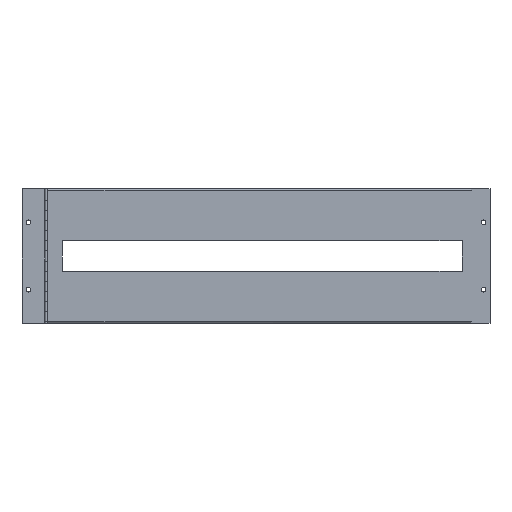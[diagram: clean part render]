
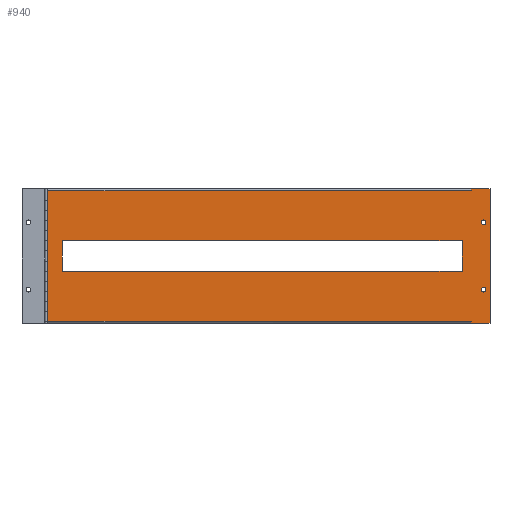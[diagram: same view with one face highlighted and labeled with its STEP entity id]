
A CAD part, top view. The second image highlights one B-rep face of the part: STEP entity #940.
In plain terms, the highlighted planar face has unit normal (0, 0, 1).
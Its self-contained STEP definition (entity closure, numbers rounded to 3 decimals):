
#645=B_SPLINE_CURVE_WITH_KNOTS('',1,(#4928,#4929),.UNSPECIFIED.,.F.,.F.,
(2,2),(0.,1.),.UNSPECIFIED.);
#666=FACE_BOUND('',#1213,.T.);
#667=FACE_BOUND('',#1214,.T.);
#668=FACE_BOUND('',#1215,.T.);
#669=FACE_BOUND('',#1216,.T.);
#805=PLANE('',#3439);
#940=ADVANCED_FACE('F2',(#666,#667,#668,#669),#805,.F.);
#1213=EDGE_LOOP('',(#2000,#2001,#2002,#2003,#2004,#2005,#2006,#2007));
#1214=EDGE_LOOP('',(#2008));
#1215=EDGE_LOOP('',(#2009));
#1216=EDGE_LOOP('',(#2010,#2011,#2012,#2013));
#1290=CIRCLE('',#3407,3.5);
#1292=CIRCLE('',#3410,3.5);
#2000=ORIENTED_EDGE('',*,*,#2658,.F.);
#2001=ORIENTED_EDGE('',*,*,#2656,.F.);
#2002=ORIENTED_EDGE('',*,*,#2630,.F.);
#2003=ORIENTED_EDGE('',*,*,#2612,.F.);
#2004=ORIENTED_EDGE('',*,*,#2609,.F.);
#2005=ORIENTED_EDGE('',*,*,#2606,.F.);
#2006=ORIENTED_EDGE('',*,*,#2603,.F.);
#2007=ORIENTED_EDGE('',*,*,#2659,.F.);
#2008=ORIENTED_EDGE('',*,*,#2599,.F.);
#2009=ORIENTED_EDGE('',*,*,#2596,.F.);
#2010=ORIENTED_EDGE('',*,*,#2585,.F.);
#2011=ORIENTED_EDGE('',*,*,#2588,.F.);
#2012=ORIENTED_EDGE('',*,*,#2591,.F.);
#2013=ORIENTED_EDGE('',*,*,#2593,.F.);
#2239=VERTEX_POINT('',#4768);
#2241=VERTEX_POINT('',#4772);
#2243=VERTEX_POINT('',#4778);
#2245=VERTEX_POINT('',#4784);
#2246=VERTEX_POINT('',#4791);
#2248=VERTEX_POINT('',#4797);
#2250=VERTEX_POINT('',#4803);
#2253=VERTEX_POINT('',#4808);
#2254=VERTEX_POINT('',#4812);
#2257=VERTEX_POINT('',#4819);
#2258=VERTEX_POINT('',#4824);
#2272=VERTEX_POINT('',#4866);
#2289=VERTEX_POINT('',#4923);
#2290=VERTEX_POINT('',#4927);
#2585=EDGE_CURVE('E4',#2241,#2239,#2892,.T.);
#2588=EDGE_CURVE('E3',#2243,#2241,#2895,.T.);
#2591=EDGE_CURVE('E2',#2245,#2243,#2898,.T.);
#2593=EDGE_CURVE('E1',#2239,#2245,#2900,.T.);
#2596=EDGE_CURVE('E9',#2246,#2246,#1290,.T.);
#2599=EDGE_CURVE('E10',#2248,#2248,#1292,.T.);
#2603=EDGE_CURVE('E12',#2253,#2250,#2906,.T.);
#2606=EDGE_CURVE('E13',#2250,#2254,#2909,.T.);
#2609=EDGE_CURVE('E14',#2254,#2257,#2912,.T.);
#2612=EDGE_CURVE('E15',#2257,#2258,#2914,.T.);
#2630=EDGE_CURVE('E16',#2258,#2272,#2929,.T.);
#2656=EDGE_CURVE('E17',#2272,#2289,#2945,.T.);
#2658=EDGE_CURVE('E18',#2289,#2290,#2946,.T.);
#2659=EDGE_CURVE('E11',#2290,#2253,#645,.T.);
#2892=LINE('',#4773,#3175);
#2895=LINE('',#4779,#3178);
#2898=LINE('',#4785,#3181);
#2900=LINE('',#4788,#3183);
#2906=LINE('',#4809,#3189);
#2909=LINE('',#4815,#3192);
#2912=LINE('',#4821,#3195);
#2914=LINE('',#4827,#3197);
#2929=LINE('',#4865,#3212);
#2945=LINE('',#4922,#3228);
#2946=LINE('',#4926,#3229);
#3175=VECTOR('',#4023,1.);
#3178=VECTOR('',#4028,1.);
#3181=VECTOR('',#4033,1.);
#3183=VECTOR('',#4037,1.);
#3189=VECTOR('',#4057,1.);
#3192=VECTOR('',#4062,1.);
#3195=VECTOR('',#4067,1.);
#3197=VECTOR('',#4073,1.);
#3212=VECTOR('',#4102,1.);
#3228=VECTOR('',#4146,1.);
#3229=VECTOR('',#4151,1.);
#3407=AXIS2_PLACEMENT_3D('',#4794,#4043,#4044);
#3410=AXIS2_PLACEMENT_3D('',#4800,#4050,#4051);
#3439=AXIS2_PLACEMENT_3D('',#4930,#4152,#4153);
#4023=DIRECTION('',(0.,1.,0.));
#4028=DIRECTION('',(1.,0.,0.));
#4033=DIRECTION('',(0.,-1.,0.));
#4037=DIRECTION('',(-1.,0.,0.));
#4043=DIRECTION('',(0.,0.,1.));
#4044=DIRECTION('',(1.,0.,0.));
#4050=DIRECTION('',(0.,0.,1.));
#4051=DIRECTION('',(1.,0.,0.));
#4057=DIRECTION('',(1.,0.,0.));
#4062=DIRECTION('',(0.,-1.,0.));
#4067=DIRECTION('',(-1.,0.,0.));
#4073=DIRECTION('',(0.,1.,0.));
#4102=DIRECTION('',(-1.,0.,0.));
#4146=DIRECTION('',(0.,1.,0.));
#4151=DIRECTION('',(1.,0.,0.));
#4152=DIRECTION('',(0.,0.,-1.));
#4153=DIRECTION('',(0.,-1.,0.));
#4768=CARTESIAN_POINT('',(-519.521,-1173.305,64.137));
#4772=CARTESIAN_POINT('',(-519.521,-1219.305,64.137));
#4773=CARTESIAN_POINT('',(-519.521,-1196.305,64.137));
#4778=CARTESIAN_POINT('',(-1113.521,-1219.305,64.137));
#4779=CARTESIAN_POINT('',(-816.521,-1219.305,64.137));
#4784=CARTESIAN_POINT('',(-1113.521,-1173.305,64.137));
#4785=CARTESIAN_POINT('',(-1113.521,-1196.305,64.137));
#4788=CARTESIAN_POINT('',(-816.521,-1173.305,64.137));
#4791=CARTESIAN_POINT('',(-484.021,-1146.305,64.137));
#4794=CARTESIAN_POINT('',(-487.521,-1146.305,64.137));
#4797=CARTESIAN_POINT('',(-484.021,-1246.305,64.137));
#4800=CARTESIAN_POINT('',(-487.521,-1246.305,64.137));
#4803=CARTESIAN_POINT('',(-478.021,-1096.555,64.137));
#4808=CARTESIAN_POINT('',(-505.521,-1096.555,64.137));
#4809=CARTESIAN_POINT('',(-491.771,-1096.555,64.137));
#4812=CARTESIAN_POINT('',(-478.021,-1296.055,64.137));
#4815=CARTESIAN_POINT('',(-478.021,-1246.305,64.137));
#4819=CARTESIAN_POINT('',(-505.521,-1296.055,64.137));
#4821=CARTESIAN_POINT('',(-491.771,-1296.055,64.137));
#4824=CARTESIAN_POINT('',(-505.521,-1293.255,64.137));
#4827=CARTESIAN_POINT('',(-505.522,-1096.525,64.137));
#4865=CARTESIAN_POINT('',(-505.491,-1293.255,64.137));
#4866=CARTESIAN_POINT('',(-1134.52,-1293.255,64.137));
#4922=CARTESIAN_POINT('',(-1134.519,-1411.03,64.137));
#4923=CARTESIAN_POINT('',(-1134.521,-1099.355,64.137));
#4926=CARTESIAN_POINT('',(-1134.551,-1099.355,64.137));
#4927=CARTESIAN_POINT('',(-505.521,-1099.355,64.137));
#4928=CARTESIAN_POINT('',(-505.521,-1099.355,64.137));
#4929=CARTESIAN_POINT('',(-505.521,-1096.555,64.137));
#4930=CARTESIAN_POINT('',(-477.991,-1096.525,64.137));
